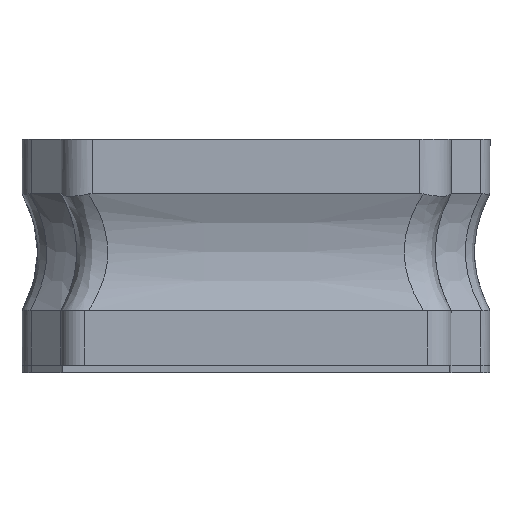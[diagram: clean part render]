
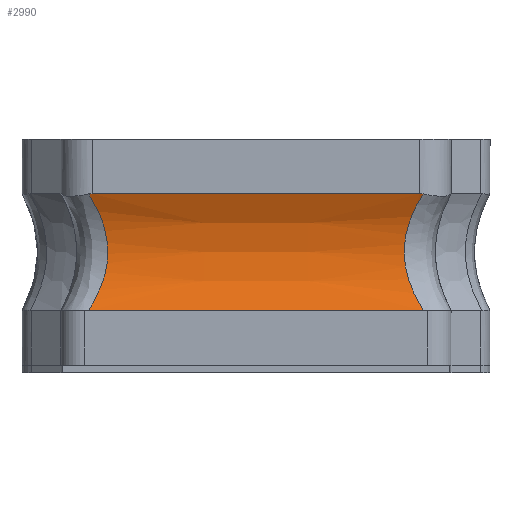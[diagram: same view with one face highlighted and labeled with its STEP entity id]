
A CAD part, left-side view. The second image highlights one B-rep face of the part: STEP entity #2990.
In plain terms, the highlighted free-form (B-spline) face has degree [3, 3] with [4, 5] control points.
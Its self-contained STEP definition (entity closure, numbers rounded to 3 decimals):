
#12 = B_SPLINE_CURVE_WITH_KNOTS ( 'NONE', 3,
 ( #651, #650, #658, #659 ),
 .UNSPECIFIED., .F., .F.,
 ( 4, 4 ),
 ( 0., 0. ),
 .UNSPECIFIED. ) ;
#30 = B_SPLINE_CURVE_WITH_KNOTS ( 'NONE', 3,
 ( #829, #830, #835, #836, #837, #838, #839, #840 ),
 .UNSPECIFIED., .F., .F.,
 ( 4, 2, 2, 4 ),
 ( 0., 0., 0., 0.001 ),
 .UNSPECIFIED. ) ;
#309 = LINE ( 'NONE', #714, #314 ) ;
#314 = VECTOR ( 'NONE', #722, 1000. ) ;
#326 = LINE ( 'NONE', #760, #329 ) ;
#329 = VECTOR ( 'NONE', #761, 1000. ) ;
#650 = CARTESIAN_POINT ( 'NONE',  ( -1.25, 1.1, -1.058 ) ) ;
#651 = CARTESIAN_POINT ( 'NONE',  ( -1.25, 1.1, -1.05 ) ) ;
#658 = CARTESIAN_POINT ( 'NONE',  ( -1.25, 1.099, -1.065 ) ) ;
#659 = CARTESIAN_POINT ( 'NONE',  ( -1.249, 1.098, -1.072 ) ) ;
#714 = CARTESIAN_POINT ( 'NONE',  ( -1.25, 0.35, 1.25 ) ) ;
#722 = DIRECTION ( 'NONE',  ( 0., 0., 1. ) ) ;
#760 = CARTESIAN_POINT ( 'NONE',  ( -1.25, 1.1, 1.25 ) ) ;
#761 = DIRECTION ( 'NONE',  ( 0., 0., 1. ) ) ;
#829 = CARTESIAN_POINT ( 'NONE',  ( -1.249, 1.098, -1.072 ) ) ;
#830 = CARTESIAN_POINT ( 'NONE',  ( -1.22, 1.044, -1.038 ) ) ;
#835 = CARTESIAN_POINT ( 'NONE',  ( -1.196, 0.987, -1.008 ) ) ;
#836 = CARTESIAN_POINT ( 'NONE',  ( -1.16, 0.861, -0.963 ) ) ;
#837 = CARTESIAN_POINT ( 'NONE',  ( -1.15, 0.794, -0.95 ) ) ;
#838 = CARTESIAN_POINT ( 'NONE',  ( -1.15, 0.584, -0.95 ) ) ;
#839 = CARTESIAN_POINT ( 'NONE',  ( -1.194, 0.456, -1.006 ) ) ;
#840 = CARTESIAN_POINT ( 'NONE',  ( -1.25, 0.35, -1.074 ) ) ;
#2323 = CARTESIAN_POINT ( 'NONE',  ( -1.25, 1.1, 1.25 ) ) ;
#2324 = CARTESIAN_POINT ( 'NONE',  ( -1.183, 0.975, 1.183 ) ) ;
#2325 = CARTESIAN_POINT ( 'NONE',  ( -1.117, 0.725, 1.117 ) ) ;
#2326 = CARTESIAN_POINT ( 'NONE',  ( -1.183, 0.475, 1.183 ) ) ;
#2327 = CARTESIAN_POINT ( 'NONE',  ( -1.25, 0.35, 1.25 ) ) ;
#2328 = CARTESIAN_POINT ( 'NONE',  ( -1.25, 1.1, 0.417 ) ) ;
#2329 = CARTESIAN_POINT ( 'NONE',  ( -1.183, 0.975, 0.394 ) ) ;
#2330 = CARTESIAN_POINT ( 'NONE',  ( -1.117, 0.725, 0.372 ) ) ;
#2331 = CARTESIAN_POINT ( 'NONE',  ( -1.183, 0.475, 0.394 ) ) ;
#2332 = CARTESIAN_POINT ( 'NONE',  ( -1.25, 0.35, 0.417 ) ) ;
#2333 = CARTESIAN_POINT ( 'NONE',  ( -1.25, 1.1, -0.417 ) ) ;
#2334 = CARTESIAN_POINT ( 'NONE',  ( -1.183, 0.975, -0.394 ) ) ;
#2335 = CARTESIAN_POINT ( 'NONE',  ( -1.117, 0.725, -0.372 ) ) ;
#2336 = CARTESIAN_POINT ( 'NONE',  ( -1.183, 0.475, -0.394 ) ) ;
#2337 = CARTESIAN_POINT ( 'NONE',  ( -1.25, 0.35, -0.417 ) ) ;
#2338 = CARTESIAN_POINT ( 'NONE',  ( -1.25, 1.1, -1.25 ) ) ;
#2339 = CARTESIAN_POINT ( 'NONE',  ( -1.183, 0.975, -1.183 ) ) ;
#2340 = CARTESIAN_POINT ( 'NONE',  ( -1.117, 0.725, -1.117 ) ) ;
#2341 = CARTESIAN_POINT ( 'NONE',  ( -1.183, 0.475, -1.183 ) ) ;
#2361 = CARTESIAN_POINT ( 'NONE',  ( -1.25, 0.35, -1.25 ) ) ;
#2459 = CARTESIAN_POINT ( 'NONE',  ( -1.249, 1.098, 1.072 ) ) ;
#2506 = CARTESIAN_POINT ( 'NONE',  ( -1.25, 1.1, -1.05 ) ) ;
#2510 = CARTESIAN_POINT ( 'NONE',  ( -1.25, 0.35, 1.074 ) ) ;
#2599 = CARTESIAN_POINT ( 'NONE',  ( -1.25, 0.35, -1.074 ) ) ;
#2672 = ORIENTED_EDGE ( 'NONE', *, *, #3419, .T. ) ;
#2682 = ORIENTED_EDGE ( 'NONE', *, *, #3318, .T. ) ;
#2731 = ORIENTED_EDGE ( 'NONE', *, *, #3452, .F. ) ;
#2750 = VERTEX_POINT ( 'NONE', #2459 ) ;
#2751 = VERTEX_POINT ( 'NONE', #2506 ) ;
#2759 = VERTEX_POINT ( 'NONE', #2510 ) ;
#2773 = VERTEX_POINT ( 'NONE', #2599 ) ;
#2881 = ORIENTED_EDGE ( 'NONE', *, *, #3441, .T. ) ;
#2894 = ORIENTED_EDGE ( 'NONE', *, *, #3472, .T. ) ;
#2907 = ORIENTED_EDGE ( 'NONE', *, *, #3317, .T. ) ;
#2990 = ADVANCED_FACE ( 'NONE', ( #3551 ), #3962, .T. ) ;
#3096 = VERTEX_POINT ( 'NONE', #4684 ) ;
#3106 = VERTEX_POINT ( 'NONE', #4689 ) ;
#3175 = EDGE_LOOP ( 'NONE', ( #2881, #2682, #2907, #2731, #2672, #2894 ) ) ;
#3317 = EDGE_CURVE ( 'NONE', #2750, #3106, #4184, .T. ) ;
#3318 = EDGE_CURVE ( 'NONE', #2759, #2750, #4185, .T. ) ;
#3419 = EDGE_CURVE ( 'NONE', #2751, #3096, #12, .T. ) ;
#3441 = EDGE_CURVE ( 'NONE', #2773, #2759, #309, .T. ) ;
#3452 = EDGE_CURVE ( 'NONE', #2751, #3106, #326, .T. ) ;
#3472 = EDGE_CURVE ( 'NONE', #3096, #2773, #30, .T. ) ;
#3551 = FACE_OUTER_BOUND ( 'NONE', #3175, .T. ) ;
#3962 = B_SPLINE_SURFACE_WITH_KNOTS ( 'NONE', 3, 3, ( 
 ( #2361, #2341, #2340, #2339, #2338 ),
 ( #2337, #2336, #2335, #2334, #2333 ),
 ( #2332, #2331, #2330, #2329, #2328 ),
 ( #2327, #2326, #2325, #2324, #2323 ) ),
 .UNSPECIFIED., .F., .F., .F.,
 ( 4, 4 ),
 ( 4, 1, 4 ),
 ( 0., 1. ),
 ( 0., 0.5, 1. ),
 .UNSPECIFIED. ) ;
#4184 = B_SPLINE_CURVE_WITH_KNOTS ( 'NONE', 3,
 ( #4725, #4732, #4737, #4738 ),
 .UNSPECIFIED., .F., .F.,
 ( 4, 4 ),
 ( 0., 0. ),
 .UNSPECIFIED. ) ;
#4185 = B_SPLINE_CURVE_WITH_KNOTS ( 'NONE', 3,
 ( #4733, #4724, #4742, #4744, #4746, #4748, #4750, #4752 ),
 .UNSPECIFIED., .F., .F.,
 ( 4, 2, 2, 4 ),
 ( 0., 0., 0.001, 0.001 ),
 .UNSPECIFIED. ) ;
#4684 = CARTESIAN_POINT ( 'NONE',  ( -1.249, 1.098, -1.072 ) ) ;
#4689 = CARTESIAN_POINT ( 'NONE',  ( -1.25, 1.1, 1.05 ) ) ;
#4724 = CARTESIAN_POINT ( 'NONE',  ( -1.194, 0.456, 1.006 ) ) ;
#4725 = CARTESIAN_POINT ( 'NONE',  ( -1.249, 1.098, 1.072 ) ) ;
#4732 = CARTESIAN_POINT ( 'NONE',  ( -1.25, 1.099, 1.065 ) ) ;
#4733 = CARTESIAN_POINT ( 'NONE',  ( -1.25, 0.35, 1.074 ) ) ;
#4737 = CARTESIAN_POINT ( 'NONE',  ( -1.25, 1.1, 1.057 ) ) ;
#4738 = CARTESIAN_POINT ( 'NONE',  ( -1.25, 1.1, 1.05 ) ) ;
#4742 = CARTESIAN_POINT ( 'NONE',  ( -1.15, 0.583, 0.951 ) ) ;
#4744 = CARTESIAN_POINT ( 'NONE',  ( -1.15, 0.793, 0.95 ) ) ;
#4746 = CARTESIAN_POINT ( 'NONE',  ( -1.16, 0.861, 0.963 ) ) ;
#4748 = CARTESIAN_POINT ( 'NONE',  ( -1.196, 0.987, 1.008 ) ) ;
#4750 = CARTESIAN_POINT ( 'NONE',  ( -1.22, 1.044, 1.038 ) ) ;
#4752 = CARTESIAN_POINT ( 'NONE',  ( -1.249, 1.098, 1.072 ) ) ;
